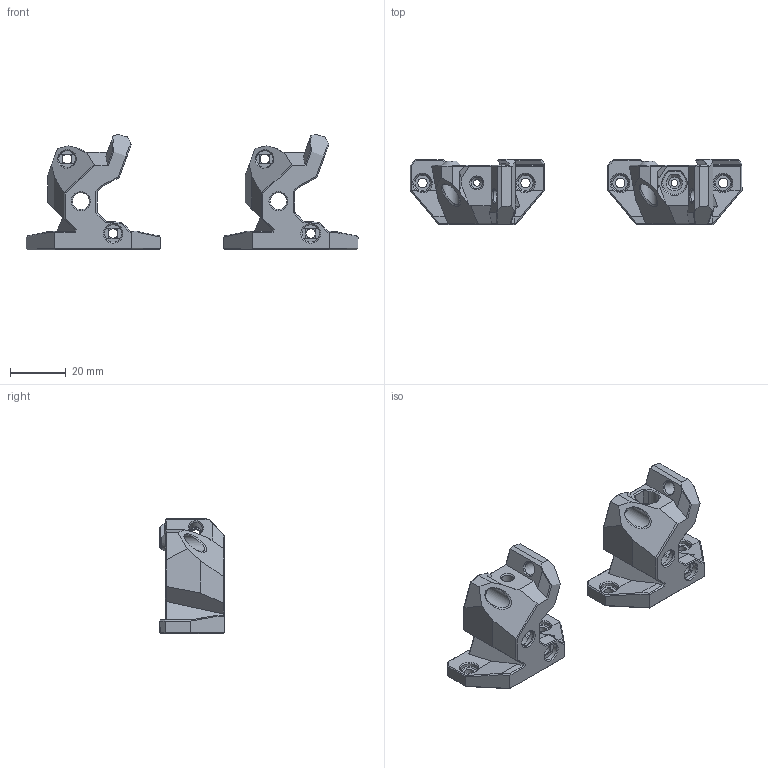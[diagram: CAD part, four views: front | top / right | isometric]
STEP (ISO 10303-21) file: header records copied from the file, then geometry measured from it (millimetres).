
FILE_DESCRIPTION(/* description */ (''),/* implementation_level */ '2;1');
FILE_NAME(/* name */ 'Wristwatch BMG CAD.step',/* time_stamp */ '2024-02-04T11:50:17-07:00',/* author */ (''),/* organization */ (''),/* preprocessor_version */ 'ST-DEVELOPER v20',/* originating_system */ 'Autodesk Translation Framework v12.14.0.127',/* authorisation */ '');
FILE_SCHEMA (('AUTOMOTIVE_DESIGN { 1 0 10303 214 3 1 1 }'));
Length unit declared in the file: millimetre
Products named in the file (2): Wristwatch BMG CAD; Main_Bodies
Assembly tree (1 placements, depth 2):
  Wristwatch BMG CAD
    Main_Bodies
Bounding box: 119.28 x 23.3 x 41.37 mm (x, y, z)
Volume: 25658.4 mm3; surface area: 13296.9 mm2
Topology: 2 solids, 2 shells, 533 faces, 1407 edges, 882 vertices
Faces by surface type: plane 374, cylinder 87, cone 57, bspline 15
Full cylindrical faces by diameter (mm): 2.4 x4, 3.4 x10, 4.2 x1, 4.4 x2, 4.7 x2, 6 x4, 6.25 x6, 8.2 x2
Entity records: 18127 total; most frequent: CARTESIAN_POINT 4882, ORIENTED_EDGE 2814, DIRECTION 2636, EDGE_CURVE 1407, LINE 1064, VECTOR 1064, VERTEX_POINT 882, AXIS2_PLACEMENT_3D 786
